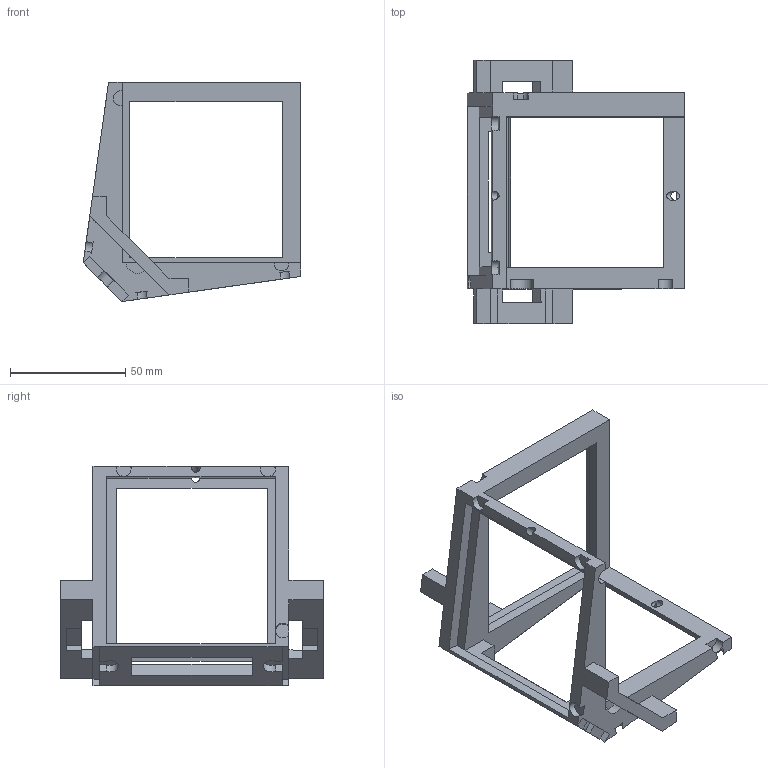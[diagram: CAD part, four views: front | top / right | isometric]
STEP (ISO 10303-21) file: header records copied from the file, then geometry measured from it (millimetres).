
FILE_DESCRIPTION(/* description */ ('Unknown'),/* implementation_level */ '2;1');
FILE_NAME(/* name */ 'Up_frame_V13rIGHT',/* time_stamp */ '2025-12-17T16:28:17-06:00',/* author */ ('Unknown'),/* organization */ ('Unknown'),/* preprocessor_version */ 'ST-DEVELOPER v16.7',/* originating_system */ 'Solid Edge',/* authorisation */ 'Unknown');
FILE_SCHEMA (('AUTOMOTIVE_DESIGN {1 0 10303 214 3 1 1}'));
Length unit declared in the file: millimetre
Products named in the file (1): Up_frame_V13rIGHT
Bounding box: 94.29 x 114 x 94.97 mm (x, y, z)
Volume: 58082.3 mm3; surface area: 32493.4 mm2
Topology: 1 solids, 1 shells, 116 faces, 367 edges, 241 vertices
Faces by surface type: plane 99, cylinder 17
Full cylindrical faces by diameter (mm): 4 x2
Entity records: 4028 total; most frequent: ORIENTED_EDGE 720, CARTESIAN_POINT 714, DIRECTION 640, EDGE_CURVE 360, LINE 314, VECTOR 314, VERTEX_POINT 237, AXIS2_PLACEMENT_3D 163
